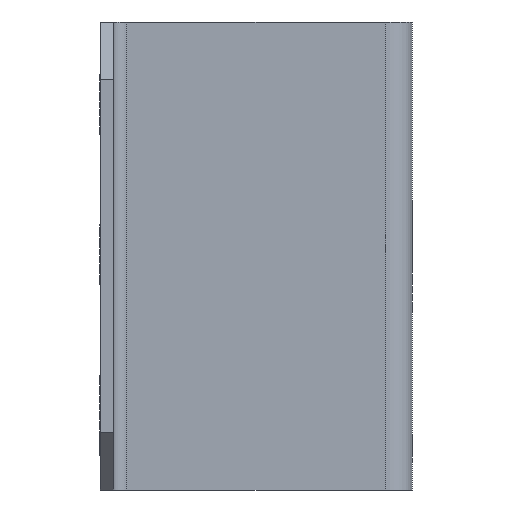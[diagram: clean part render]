
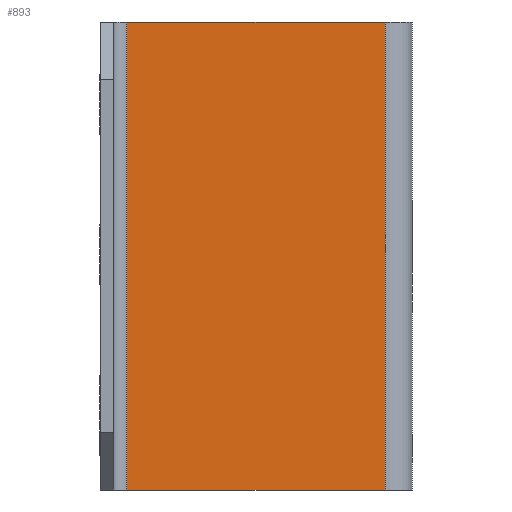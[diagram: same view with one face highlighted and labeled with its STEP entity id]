
A CAD part, left-side view. The second image highlights one B-rep face of the part: STEP entity #893.
In plain terms, the highlighted planar face has unit normal (-1, 0, 0).
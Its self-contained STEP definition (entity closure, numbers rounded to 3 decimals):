
#60=PLANE('',#992);
#111=FACE_OUTER_BOUND('',#176,.T.);
#176=EDGE_LOOP('',(#782,#783,#784,#785));
#247=LINE('',#1417,#338);
#256=LINE('',#1444,#347);
#264=LINE('',#1461,#355);
#266=LINE('',#1468,#357);
#338=VECTOR('',#1153,10.);
#347=VECTOR('',#1186,10.);
#355=VECTOR('',#1202,10.);
#357=VECTOR('',#1210,1.74);
#451=VERTEX_POINT('',#1407);
#452=VERTEX_POINT('',#1411);
#458=VERTEX_POINT('',#1442);
#463=VERTEX_POINT('',#1460);
#547=EDGE_CURVE('',#451,#452,#247,.T.);
#560=EDGE_CURVE('',#452,#458,#256,.T.);
#568=EDGE_CURVE('',#458,#463,#264,.T.);
#572=EDGE_CURVE('',#463,#451,#266,.T.);
#782=ORIENTED_EDGE('',*,*,#547,.T.);
#783=ORIENTED_EDGE('',*,*,#560,.T.);
#784=ORIENTED_EDGE('',*,*,#568,.T.);
#785=ORIENTED_EDGE('',*,*,#572,.T.);
#893=ADVANCED_FACE('',(#111),#60,.T.);
#992=AXIS2_PLACEMENT_3D('',#1480,#1225,#1226);
#1153=DIRECTION('',(0.,0.,-1.));
#1186=DIRECTION('',(0.,-1.,0.));
#1202=DIRECTION('',(0.,0.,1.));
#1210=DIRECTION('',(0.,1.,0.));
#1225=DIRECTION('center_axis',(-1.,0.,0.));
#1226=DIRECTION('ref_axis',(0.,0.,-1.));
#1407=CARTESIAN_POINT('',(-20.,25.6,21.));
#1411=CARTESIAN_POINT('',(-20.,25.6,-21.));
#1417=CARTESIAN_POINT('',(-20.,25.6,10.5));
#1442=CARTESIAN_POINT('',(-20.,2.4,-21.));
#1444=CARTESIAN_POINT('',(-20.,2.4,-21.));
#1460=CARTESIAN_POINT('',(-20.,2.4,21.));
#1461=CARTESIAN_POINT('',(-20.,2.4,0.));
#1468=CARTESIAN_POINT('',(-20.,-3.066,21.));
#1480=CARTESIAN_POINT('Origin',(-20.,13.833,0.));
